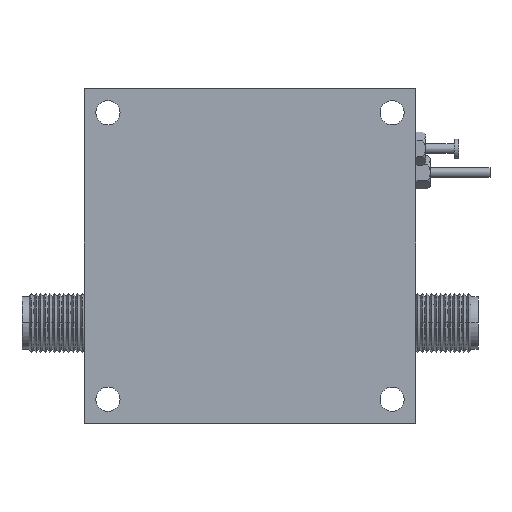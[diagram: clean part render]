
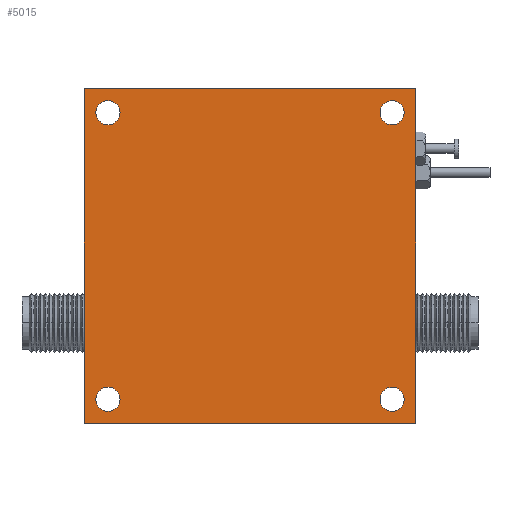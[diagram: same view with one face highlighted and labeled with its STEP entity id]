
A CAD part, front view. The second image highlights one B-rep face of the part: STEP entity #5015.
In plain terms, the highlighted planar face has unit normal (0, -1, 0).
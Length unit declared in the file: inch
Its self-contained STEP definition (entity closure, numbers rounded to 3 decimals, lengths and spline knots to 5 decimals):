
#339 = CARTESIAN_POINT ( 'NONE',  ( 0.35, -0.2, 0.7 ) ) ;
#470 = ORIENTED_EDGE ( 'NONE', *, *, #16464, .T. ) ;
#758 = EDGE_CURVE ( 'NONE', #10377, #14182, #7217, .T. ) ;
#784 = CARTESIAN_POINT ( 'NONE',  ( 0., -0.2, 0. ) ) ;
#1080 = EDGE_CURVE ( 'NONE', #12942, #10086, #15099, .T. ) ;
#1391 = AXIS2_PLACEMENT_3D ( 'NONE', #2948, #1805, #17595 ) ;
#1805 = DIRECTION ( 'NONE',  ( 0., 1., 0. ) ) ;
#2267 = CARTESIAN_POINT ( 'NONE',  ( -0.695, -0.2, 0.7 ) ) ;
#2481 = PLANE ( 'NONE',  #17226 ) ;
#2627 = CARTESIAN_POINT ( 'NONE',  ( -0.35, -0.2, 0.7001 ) ) ;
#2679 = VERTEX_POINT ( 'NONE', #6392 ) ;
#2805 = VERTEX_POINT ( 'NONE', #12603 ) ;
#2858 = CARTESIAN_POINT ( 'NONE',  ( -0.695, -0.2, 0.7 ) ) ;
#2881 = CARTESIAN_POINT ( 'NONE',  ( -0.595, -0.2, 0.5495 ) ) ;
#2923 = CARTESIAN_POINT ( 'NONE',  ( -0.35, -0.2, 0.7001 ) ) ;
#2948 = CARTESIAN_POINT ( 'NONE',  ( -0.595, -0.2, 0.6 ) ) ;
#3020 = CARTESIAN_POINT ( 'NONE',  ( 0.595, -0.2, 0.5495 ) ) ;
#3800 = CARTESIAN_POINT ( 'NONE',  ( 0.695, -0.2, 0.7 ) ) ;
#3824 = CIRCLE ( 'NONE', #17406, 0.0505 ) ;
#4042 = DIRECTION ( 'NONE',  ( 1., 0., 0. ) ) ;
#4082 = CIRCLE ( 'NONE', #1391, 0.0505 ) ;
#4169 = EDGE_LOOP ( 'NONE', ( #10061, #14227 ) ) ;
#4172 = EDGE_CURVE ( 'NONE', #11027, #11050, #7649, .T. ) ;
#4175 = CARTESIAN_POINT ( 'NONE',  ( -0.35, -0.2, 0.7 ) ) ;
#4289 = CARTESIAN_POINT ( 'NONE',  ( 0.595, -0.2, -0.6 ) ) ;
#4552 = VECTOR ( 'NONE', #15347, 39.37008 ) ;
#4613 = CARTESIAN_POINT ( 'NONE',  ( -0.595, -0.2, 0.6 ) ) ;
#4677 = VERTEX_POINT ( 'NONE', #12349 ) ;
#4901 = VECTOR ( 'NONE', #4042, 39.37008 ) ;
#5015 = ADVANCED_FACE ( 'NONE', ( #18271, #9297, #15071, #12510, #16661 ), #2481, .T. ) ;
#5096 = EDGE_CURVE ( 'NONE', #12191, #16786, #11018, .T. ) ;
#5113 = EDGE_CURVE ( 'NONE', #4677, #9653, #7206, .T. ) ;
#5278 = CARTESIAN_POINT ( 'NONE',  ( -0.695, -0.2, 0.7 ) ) ;
#5292 = CARTESIAN_POINT ( 'NONE',  ( -0.595, -0.2, -0.6 ) ) ;
#5298 = CIRCLE ( 'NONE', #6814, 0.0505 ) ;
#5479 = EDGE_LOOP ( 'NONE', ( #470, #9351 ) ) ;
#5541 = CARTESIAN_POINT ( 'NONE',  ( -0.35, -0.2, 0.7001 ) ) ;
#5767 = ORIENTED_EDGE ( 'NONE', *, *, #10854, .T. ) ;
#5822 = AXIS2_PLACEMENT_3D ( 'NONE', #4613, #16064, #16248 ) ;
#6222 = LINE ( 'NONE', #2267, #15181 ) ;
#6374 = CARTESIAN_POINT ( 'NONE',  ( -0.595, -0.2, -0.6 ) ) ;
#6392 = CARTESIAN_POINT ( 'NONE',  ( -0.695, -0.2, -0.7 ) ) ;
#6469 = ORIENTED_EDGE ( 'NONE', *, *, #10333, .T. ) ;
#6806 = EDGE_CURVE ( 'NONE', #7506, #11027, #9824, .T. ) ;
#6814 = AXIS2_PLACEMENT_3D ( 'NONE', #18320, #14159, #15391 ) ;
#6943 = CARTESIAN_POINT ( 'NONE',  ( 0.695, -0.2, 0.7 ) ) ;
#7196 = CARTESIAN_POINT ( 'NONE',  ( 0.695, -0.2, -0.7 ) ) ;
#7206 = LINE ( 'NONE', #2858, #8170 ) ;
#7217 = CIRCLE ( 'NONE', #17477, 0.0505 ) ;
#7328 = EDGE_CURVE ( 'NONE', #11050, #12191, #6222, .T. ) ;
#7434 = EDGE_CURVE ( 'NONE', #7506, #9653, #13045, .T. ) ;
#7503 = DIRECTION ( 'NONE',  ( 0., 1., 0. ) ) ;
#7506 = VERTEX_POINT ( 'NONE', #2627 ) ;
#7639 = ORIENTED_EDGE ( 'NONE', *, *, #1080, .T. ) ;
#7649 = LINE ( 'NONE', #7924, #8449 ) ;
#7873 = DIRECTION ( 'NONE',  ( 0., -1., 0. ) ) ;
#7924 = CARTESIAN_POINT ( 'NONE',  ( 0.35, -0.2, 0.7001 ) ) ;
#8170 = VECTOR ( 'NONE', #8532, 39.37008 ) ;
#8354 = DIRECTION ( 'NONE',  ( 0., 1., 0. ) ) ;
#8449 = VECTOR ( 'NONE', #16351, 39.37008 ) ;
#8532 = DIRECTION ( 'NONE',  ( 1., 0., 0. ) ) ;
#8732 = ORIENTED_EDGE ( 'NONE', *, *, #8787, .T. ) ;
#8787 = EDGE_CURVE ( 'NONE', #16791, #12290, #13088, .T. ) ;
#8829 = ORIENTED_EDGE ( 'NONE', *, *, #6806, .F. ) ;
#9260 = EDGE_CURVE ( 'NONE', #2805, #14034, #12812, .T. ) ;
#9297 = FACE_BOUND ( 'NONE', #9643, .T. ) ;
#9345 = DIRECTION ( 'NONE',  ( -1., 0., 0. ) ) ;
#9351 = ORIENTED_EDGE ( 'NONE', *, *, #758, .T. ) ;
#9412 = ORIENTED_EDGE ( 'NONE', *, *, #7434, .T. ) ;
#9643 = EDGE_LOOP ( 'NONE', ( #8732, #6469 ) ) ;
#9653 = VERTEX_POINT ( 'NONE', #4175 ) ;
#9758 = DIRECTION ( 'NONE',  ( 0., 0., 1. ) ) ;
#9824 = LINE ( 'NONE', #5541, #4901 ) ;
#10061 = ORIENTED_EDGE ( 'NONE', *, *, #12456, .T. ) ;
#10086 = VERTEX_POINT ( 'NONE', #10573 ) ;
#10333 = EDGE_CURVE ( 'NONE', #12290, #16791, #4082, .T. ) ;
#10377 = VERTEX_POINT ( 'NONE', #16086 ) ;
#10528 = EDGE_CURVE ( 'NONE', #2679, #4677, #15688, .T. ) ;
#10573 = CARTESIAN_POINT ( 'NONE',  ( 0.595, -0.2, 0.6505 ) ) ;
#10854 = EDGE_CURVE ( 'NONE', #10086, #12942, #5298, .T. ) ;
#10873 = EDGE_LOOP ( 'NONE', ( #5767, #7639 ) ) ;
#11018 = LINE ( 'NONE', #3800, #4552 ) ;
#11027 = VERTEX_POINT ( 'NONE', #12259 ) ;
#11050 = VERTEX_POINT ( 'NONE', #339 ) ;
#11088 = DIRECTION ( 'NONE',  ( 0., 1., 0. ) ) ;
#11409 = DIRECTION ( 'NONE',  ( 0., 1., 0. ) ) ;
#11769 = EDGE_CURVE ( 'NONE', #16786, #2679, #15032, .T. ) ;
#11823 = CARTESIAN_POINT ( 'NONE',  ( -0.595, -0.2, -0.5495 ) ) ;
#12055 = CARTESIAN_POINT ( 'NONE',  ( 0.595, -0.2, -0.6 ) ) ;
#12163 = DIRECTION ( 'NONE',  ( 0., 0., 1. ) ) ;
#12191 = VERTEX_POINT ( 'NONE', #6943 ) ;
#12259 = CARTESIAN_POINT ( 'NONE',  ( 0.35, -0.2, 0.7001 ) ) ;
#12290 = VERTEX_POINT ( 'NONE', #2881 ) ;
#12294 = ORIENTED_EDGE ( 'NONE', *, *, #4172, .F. ) ;
#12349 = CARTESIAN_POINT ( 'NONE',  ( -0.695, -0.2, 0.7 ) ) ;
#12456 = EDGE_CURVE ( 'NONE', #14034, #2805, #3824, .T. ) ;
#12510 = FACE_BOUND ( 'NONE', #4169, .T. ) ;
#12603 = CARTESIAN_POINT ( 'NONE',  ( 0.595, -0.2, -0.6505 ) ) ;
#12671 = AXIS2_PLACEMENT_3D ( 'NONE', #15654, #11409, #12914 ) ;
#12781 = CARTESIAN_POINT ( 'NONE',  ( 0.595, -0.2, -0.5495 ) ) ;
#12791 = CARTESIAN_POINT ( 'NONE',  ( -0.595, -0.2, 0.6505 ) ) ;
#12812 = CIRCLE ( 'NONE', #16720, 0.0505 ) ;
#12914 = DIRECTION ( 'NONE',  ( 0., 0., 1. ) ) ;
#12942 = VERTEX_POINT ( 'NONE', #3020 ) ;
#13045 = LINE ( 'NONE', #2923, #14884 ) ;
#13088 = CIRCLE ( 'NONE', #5822, 0.0505 ) ;
#13674 = DIRECTION ( 'NONE',  ( 0., 0., 1. ) ) ;
#14034 = VERTEX_POINT ( 'NONE', #12781 ) ;
#14071 = VECTOR ( 'NONE', #9345, 39.37008 ) ;
#14090 = DIRECTION ( 'NONE',  ( 0., 0., -1. ) ) ;
#14135 = ORIENTED_EDGE ( 'NONE', *, *, #11769, .F. ) ;
#14159 = DIRECTION ( 'NONE',  ( 0., 1., 0. ) ) ;
#14182 = VERTEX_POINT ( 'NONE', #11823 ) ;
#14227 = ORIENTED_EDGE ( 'NONE', *, *, #9260, .T. ) ;
#14632 = ORIENTED_EDGE ( 'NONE', *, *, #5113, .F. ) ;
#14677 = VECTOR ( 'NONE', #18159, 39.37008 ) ;
#14884 = VECTOR ( 'NONE', #14090, 39.37008 ) ;
#15032 = LINE ( 'NONE', #16355, #14071 ) ;
#15071 = FACE_BOUND ( 'NONE', #10873, .T. ) ;
#15099 = CIRCLE ( 'NONE', #12671, 0.0505 ) ;
#15135 = EDGE_LOOP ( 'NONE', ( #16095, #17655, #12294, #8829, #9412, #14632, #18071, #14135 ) ) ;
#15181 = VECTOR ( 'NONE', #18246, 39.37008 ) ;
#15347 = DIRECTION ( 'NONE',  ( 0., 0., -1. ) ) ;
#15391 = DIRECTION ( 'NONE',  ( 0., 0., 1. ) ) ;
#15654 = CARTESIAN_POINT ( 'NONE',  ( 0.595, -0.2, 0.6 ) ) ;
#15688 = LINE ( 'NONE', #5278, #14677 ) ;
#16064 = DIRECTION ( 'NONE',  ( 0., 1., 0. ) ) ;
#16086 = CARTESIAN_POINT ( 'NONE',  ( -0.595, -0.2, -0.6505 ) ) ;
#16095 = ORIENTED_EDGE ( 'NONE', *, *, #5096, .F. ) ;
#16248 = DIRECTION ( 'NONE',  ( 0., 0., 1. ) ) ;
#16351 = DIRECTION ( 'NONE',  ( 0., 0., -1. ) ) ;
#16355 = CARTESIAN_POINT ( 'NONE',  ( -0.695, -0.2, -0.7 ) ) ;
#16464 = EDGE_CURVE ( 'NONE', #14182, #10377, #16652, .T. ) ;
#16652 = CIRCLE ( 'NONE', #16943, 0.0505 ) ;
#16661 = FACE_OUTER_BOUND ( 'NONE', #15135, .T. ) ;
#16720 = AXIS2_PLACEMENT_3D ( 'NONE', #4289, #8354, #16955 ) ;
#16786 = VERTEX_POINT ( 'NONE', #7196 ) ;
#16791 = VERTEX_POINT ( 'NONE', #12791 ) ;
#16943 = AXIS2_PLACEMENT_3D ( 'NONE', #5292, #11088, #9758 ) ;
#16955 = DIRECTION ( 'NONE',  ( 0., 0., 1. ) ) ;
#17226 = AXIS2_PLACEMENT_3D ( 'NONE', #784, #7873, #18000 ) ;
#17406 = AXIS2_PLACEMENT_3D ( 'NONE', #12055, #7503, #13674 ) ;
#17477 = AXIS2_PLACEMENT_3D ( 'NONE', #6374, #17721, #12163 ) ;
#17595 = DIRECTION ( 'NONE',  ( 0., 0., 1. ) ) ;
#17655 = ORIENTED_EDGE ( 'NONE', *, *, #7328, .F. ) ;
#17721 = DIRECTION ( 'NONE',  ( 0., 1., 0. ) ) ;
#18000 = DIRECTION ( 'NONE',  ( 0., 0., -1. ) ) ;
#18071 = ORIENTED_EDGE ( 'NONE', *, *, #10528, .F. ) ;
#18159 = DIRECTION ( 'NONE',  ( 0., 0., 1. ) ) ;
#18246 = DIRECTION ( 'NONE',  ( 1., 0., 0. ) ) ;
#18271 = FACE_BOUND ( 'NONE', #5479, .T. ) ;
#18320 = CARTESIAN_POINT ( 'NONE',  ( 0.595, -0.2, 0.6 ) ) ;
